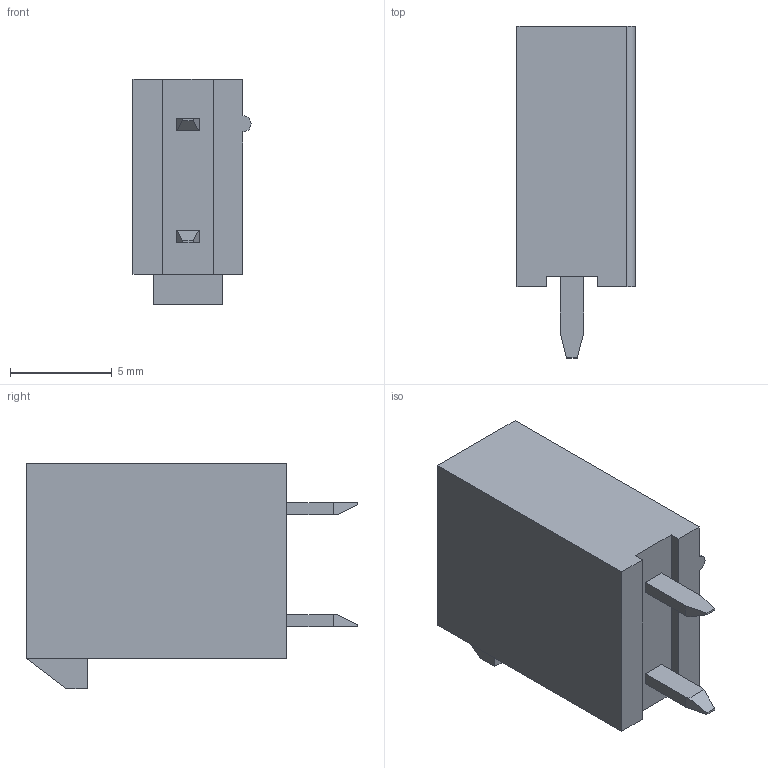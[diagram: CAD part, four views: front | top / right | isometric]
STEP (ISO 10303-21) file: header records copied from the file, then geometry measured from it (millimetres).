
FILE_DESCRIPTION(('STEP AP242'),'1');
FILE_NAME('46015-0202.stp','2022-04-06T08:39:08',('TraceParts'),('TraceParts S.A.'),'Spatial InterOp 3D',' ',' ');
FILE_SCHEMA(('AP242_MANAGED_MODEL_BASED_3D_ENGINEERING_MIM_LF {1 0 10303 442 1 1 4}'));
Length unit declared in the file: millimetre
Products named in the file (1): 46015-0202_1
Bounding box: 5.8 x 16.3 x 11.1 mm (x, y, z)
Volume: 437.9 mm3; surface area: 843.7 mm2
Topology: 1 solids, 1 shells, 56 faces, 146 edges, 102 vertices
Faces by surface type: plane 54, cylinder 2
Entity records: 1708 total; most frequent: CARTESIAN_POINT 298, ORIENTED_EDGE 284, DIRECTION 270, EDGE_CURVE 142, LINE 138, VECTOR 138, VERTEX_POINT 94, AXIS2_PLACEMENT_3D 66
